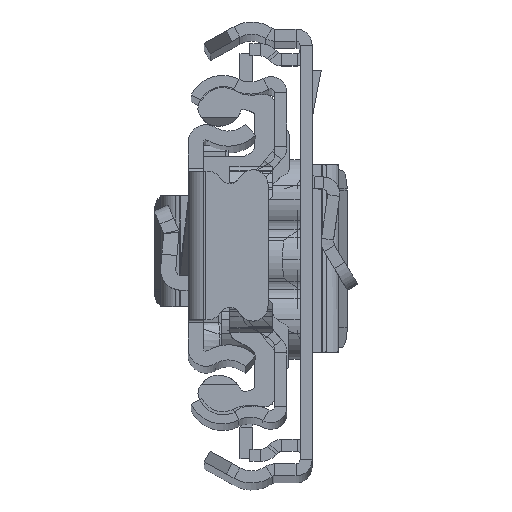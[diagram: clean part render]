
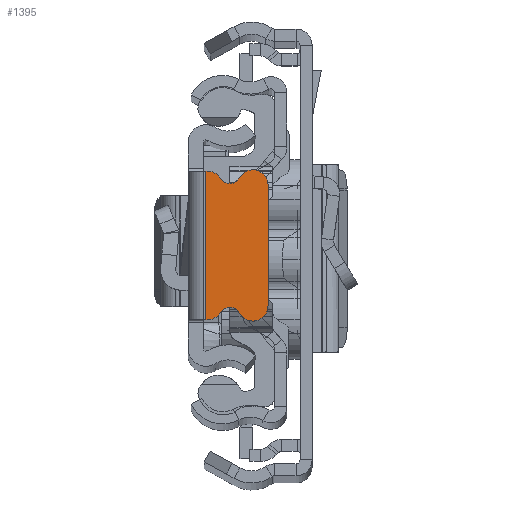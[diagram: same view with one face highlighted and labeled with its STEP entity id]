
A CAD part, top view. The second image highlights one B-rep face of the part: STEP entity #1395.
In plain terms, the highlighted planar face has unit normal (0, 0, 1).
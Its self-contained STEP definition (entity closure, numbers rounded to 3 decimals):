
#157 = CARTESIAN_POINT ( 'NONE',  ( -1.75, -7.37, 0. ) ) ;
#170 = CARTESIAN_POINT ( 'NONE',  ( -7.929, -6., 0. ) ) ;
#1086 = DIRECTION ( 'NONE',  ( -1., 0., 0. ) ) ;
#1355 = LINE ( 'NONE', #15887, #4658 ) ;
#1395 = ADVANCED_FACE ( 'NONE', ( #10165 ), #22641, .T. ) ;
#1548 = CARTESIAN_POINT ( 'NONE',  ( 394.071, 0., 0. ) ) ;
#1792 = VERTEX_POINT ( 'NONE', #157 ) ;
#1933 = DIRECTION ( 'NONE',  ( 1., 0., 0. ) ) ;
#1951 = VERTEX_POINT ( 'NONE', #15363 ) ;
#1971 = VECTOR ( 'NONE', #14659, 1000. ) ;
#2073 = DIRECTION ( 'NONE',  ( 1., 0., 0. ) ) ;
#2282 = EDGE_CURVE ( 'NONE', #7329, #1792, #10499, .T. ) ;
#3316 = VERTEX_POINT ( 'NONE', #24582 ) ;
#3773 = CIRCLE ( 'NONE', #21800, 1.5 ) ;
#3854 = CARTESIAN_POINT ( 'NONE',  ( -1.75, 7.37, 0. ) ) ;
#3877 = ORIENTED_EDGE ( 'NONE', *, *, #21426, .T. ) ;
#3921 = AXIS2_PLACEMENT_3D ( 'NONE', #20482, #20351, #20102 ) ;
#4065 = DIRECTION ( 'NONE',  ( 1., 0., 0. ) ) ;
#4189 = CARTESIAN_POINT ( 'NONE',  ( -3.206, -6.658, 0. ) ) ;
#4197 = CARTESIAN_POINT ( 'NONE',  ( -1.929, 7.37, 0. ) ) ;
#4478 = AXIS2_PLACEMENT_3D ( 'NONE', #1548, #9775, #17957 ) ;
#4655 = ORIENTED_EDGE ( 'NONE', *, *, #2282, .F. ) ;
#4658 = VECTOR ( 'NONE', #5550, 1000. ) ;
#5304 = VERTEX_POINT ( 'NONE', #19305 ) ;
#5550 = DIRECTION ( 'NONE',  ( 0., -1., 0. ) ) ;
#6395 = DIRECTION ( 'NONE',  ( 0., 0., 1. ) ) ;
#6685 = VERTEX_POINT ( 'NONE', #25312 ) ;
#7329 = VERTEX_POINT ( 'NONE', #3854 ) ;
#8135 = CARTESIAN_POINT ( 'NONE',  ( -6.429, -6., 0. ) ) ;
#8690 = ORIENTED_EDGE ( 'NONE', *, *, #13386, .T. ) ;
#9066 = CARTESIAN_POINT ( 'NONE',  ( -7.929, 6., 0. ) ) ;
#9198 = EDGE_CURVE ( 'NONE', #5304, #7329, #14292, .T. ) ;
#9775 = DIRECTION ( 'NONE',  ( 0., 0., 1. ) ) ;
#10165 = FACE_OUTER_BOUND ( 'NONE', #11274, .T. ) ;
#10499 = LINE ( 'NONE', #18945, #1971 ) ;
#10793 = DIRECTION ( 'NONE',  ( -1., 0., 0. ) ) ;
#11186 = ORIENTED_EDGE ( 'NONE', *, *, #25959, .T. ) ;
#11274 = EDGE_LOOP ( 'NONE', ( #4655, #12775, #21101, #26332, #21504, #8690, #3877, #17220, #11186, #21098 ) ) ;
#11577 = DIRECTION ( 'NONE',  ( 1., 0., 0. ) ) ;
#12775 = ORIENTED_EDGE ( 'NONE', *, *, #9198, .F. ) ;
#12795 = CARTESIAN_POINT ( 'NONE',  ( -6.429, 6., 0. ) ) ;
#13377 = EDGE_CURVE ( 'NONE', #1792, #1951, #23811, .T. ) ;
#13386 = EDGE_CURVE ( 'NONE', #26147, #14102, #1355, .T. ) ;
#13424 = CARTESIAN_POINT ( 'NONE',  ( -1.929, -5.87, 0. ) ) ;
#13844 = CARTESIAN_POINT ( 'NONE',  ( -4.142, 7.236, 0. ) ) ;
#14102 = VERTEX_POINT ( 'NONE', #170 ) ;
#14292 = LINE ( 'NONE', #4197, #26155 ) ;
#14659 = DIRECTION ( 'NONE',  ( 0., -1., 0. ) ) ;
#14855 = AXIS2_PLACEMENT_3D ( 'NONE', #13424, #20206, #1933 ) ;
#14885 = AXIS2_PLACEMENT_3D ( 'NONE', #8135, #6395, #2073 ) ;
#15363 = CARTESIAN_POINT ( 'NONE',  ( -1.929, -7.37, 0. ) ) ;
#15480 = DIRECTION ( 'NONE',  ( 0., 0., -1. ) ) ;
#15729 = CIRCLE ( 'NONE', #20402, 1.1 ) ;
#15887 = CARTESIAN_POINT ( 'NONE',  ( -7.929, -6., 0. ) ) ;
#16180 = EDGE_CURVE ( 'NONE', #6685, #3316, #19299, .T. ) ;
#16814 = CIRCLE ( 'NONE', #3921, 1.5 ) ;
#17044 = CIRCLE ( 'NONE', #14885, 1.5 ) ;
#17220 = ORIENTED_EDGE ( 'NONE', *, *, #22154, .T. ) ;
#17750 = EDGE_CURVE ( 'NONE', #5304, #6685, #16814, .T. ) ;
#17957 = DIRECTION ( 'NONE',  ( 1., 0., 0. ) ) ;
#18945 = CARTESIAN_POINT ( 'NONE',  ( -1.75, 0., 0. ) ) ;
#19299 = CIRCLE ( 'NONE', #21459, 1.1 ) ;
#19305 = CARTESIAN_POINT ( 'NONE',  ( -1.929, 7.37, 0. ) ) ;
#19503 = DIRECTION ( 'NONE',  ( 0., 0., -1. ) ) ;
#20102 = DIRECTION ( 'NONE',  ( -1., 0., 0. ) ) ;
#20206 = DIRECTION ( 'NONE',  ( 0., 0., 1. ) ) ;
#20351 = DIRECTION ( 'NONE',  ( 0., 0., 1. ) ) ;
#20402 = AXIS2_PLACEMENT_3D ( 'NONE', #21782, #19503, #1086 ) ;
#20482 = CARTESIAN_POINT ( 'NONE',  ( -1.929, 5.87, 0. ) ) ;
#20668 = CARTESIAN_POINT ( 'NONE',  ( -5.109, -6.713, 0. ) ) ;
#20983 = DIRECTION ( 'NONE',  ( 0., 0., 1. ) ) ;
#21098 = ORIENTED_EDGE ( 'NONE', *, *, #13377, .F. ) ;
#21101 = ORIENTED_EDGE ( 'NONE', *, *, #17750, .T. ) ;
#21426 = EDGE_CURVE ( 'NONE', #14102, #22294, #17044, .T. ) ;
#21459 = AXIS2_PLACEMENT_3D ( 'NONE', #13844, #15480, #11577 ) ;
#21504 = ORIENTED_EDGE ( 'NONE', *, *, #26530, .T. ) ;
#21652 = DIRECTION ( 'NONE',  ( -1., 0., 0. ) ) ;
#21708 = CIRCLE ( 'NONE', #14855, 1.5 ) ;
#21782 = CARTESIAN_POINT ( 'NONE',  ( -4.142, -7.236, 0. ) ) ;
#21800 = AXIS2_PLACEMENT_3D ( 'NONE', #12795, #20983, #10793 ) ;
#21853 = VERTEX_POINT ( 'NONE', #4189 ) ;
#22154 = EDGE_CURVE ( 'NONE', #22294, #21853, #15729, .T. ) ;
#22294 = VERTEX_POINT ( 'NONE', #20668 ) ;
#22641 = PLANE ( 'NONE',  #4478 ) ;
#23811 = LINE ( 'NONE', #26202, #24787 ) ;
#24582 = CARTESIAN_POINT ( 'NONE',  ( -5.109, 6.713, 0. ) ) ;
#24787 = VECTOR ( 'NONE', #21652, 1000. ) ;
#25312 = CARTESIAN_POINT ( 'NONE',  ( -3.206, 6.658, 0. ) ) ;
#25959 = EDGE_CURVE ( 'NONE', #21853, #1951, #21708, .T. ) ;
#26147 = VERTEX_POINT ( 'NONE', #9066 ) ;
#26155 = VECTOR ( 'NONE', #4065, 1000. ) ;
#26202 = CARTESIAN_POINT ( 'NONE',  ( -1.929, -7.37, 0. ) ) ;
#26332 = ORIENTED_EDGE ( 'NONE', *, *, #16180, .T. ) ;
#26530 = EDGE_CURVE ( 'NONE', #3316, #26147, #3773, .T. ) ;
